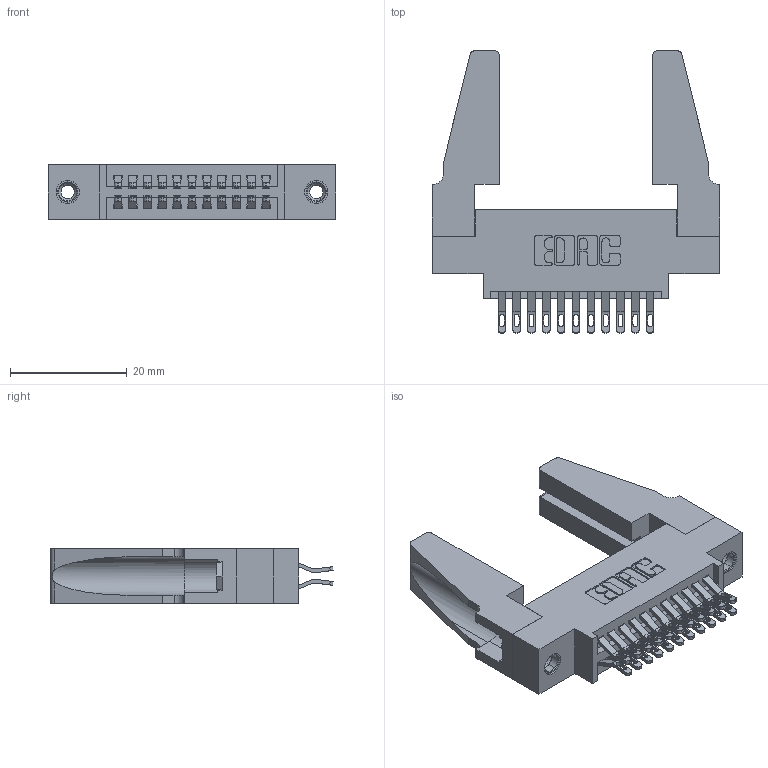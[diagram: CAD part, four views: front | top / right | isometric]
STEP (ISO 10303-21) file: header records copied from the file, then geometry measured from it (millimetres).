
FILE_DESCRIPTION (( 'STEP AP203' ), '1' );
FILE_NAME ('345-022-555-888.STEP', '2019-10-27T15:34:31', ( '' ), ( '' ), 'SwSTEP 2.0', 'SolidWorks 2016', '' );
FILE_SCHEMA (( 'CONFIG_CONTROL_DESIGN' ));
Length unit declared in the file: inch
Products named in the file (5): 345-250-001_345-250-001-102; 345-220-078_345-220-088; 345-292-001_555 Tail; 345 Part_0.170 Offset - 0.156 Dia-TH; 345-022-555-888
Assembly tree (27 placements, depth 2):
  345-022-555-888
    345 Part_0.170 Offset - 0.156 Dia-TH
    345-292-001_555 Tail  x22
    345-250-001_345-250-001-102  x2
    345-220-078_345-220-088  x2
Bounding box: 49.17 x 48.31 x 9.4 mm (x, y, z)
Volume: 7692 mm3; surface area: 9449.5 mm2
Topology: 27 solids, 27 shells, 1486 faces, 4561 edges, 3030 vertices
Faces by surface type: plane 838, cylinder 632, cone 12, torus 4
Entity records: 15410 total; most frequent: CARTESIAN_POINT 2644, ORIENTED_EDGE 2508, DIRECTION 2342, EDGE_CURVE 1254, LINE 1016, VECTOR 1016, VERTEX_POINT 830, AXIS2_PLACEMENT_3D 663
